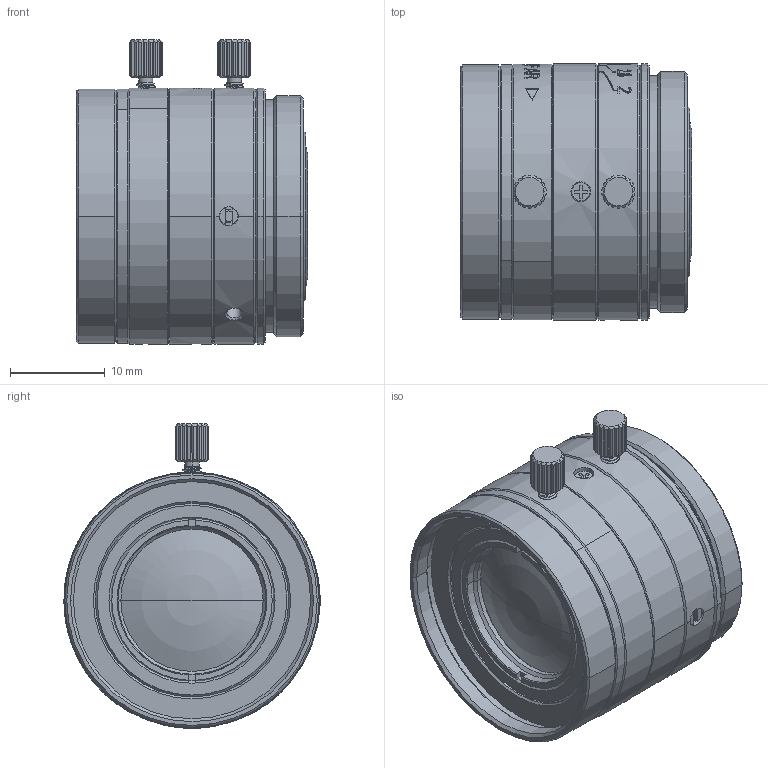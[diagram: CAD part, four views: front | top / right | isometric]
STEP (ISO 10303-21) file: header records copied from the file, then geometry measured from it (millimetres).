
FILE_DESCRIPTION((''),'2;1');
FILE_NAME('200_ASM','2020-12-10T',('Administrator'),(''),'PRO/ENGINEER BY PARAMETRIC TECHNOLOGY CORPORATION, 2010370','PRO/ENGINEER BY PARAMETRIC TECHNOLOGY CORPORATION, 2010370','');
FILE_SCHEMA(('CONFIG_CONTROL_DESIGN'));
Length unit declared in the file: millimetre
Products named in the file (19): 503; 501; 301; 511; 502; 304; 305; 601_ASM; 514; 202_ASM; 201_ASM; 505; 504; M14302001; 506; FA2501C-541; FA2501C-507; FA1601C-531; 200_ASM
Assembly tree (23 placements, depth 5):
  200_ASM
    503
    201_ASM
      501
      301
      511
      202_ASM
        502
        601_ASM
          304
          305
        514
    505
    504
    M14302001  x5
    506
    FA2501C-541
    FA2501C-507
    FA1601C-531  x2
Bounding box: 24.36 x 27 x 32.1 mm (x, y, z)
Volume: 9548.2 mm3; surface area: 13630.6 mm2
Topology: 20 solids, 20 shells, 1283 faces, 3253 edges, 2067 vertices
Faces by surface type: plane 425, cylinder 306, bspline 302, cone 236, sphere 12, torus 2
Entity records: 47256 total; most frequent: CARTESIAN_POINT 21924, ORIENTED_EDGE 5576, DIRECTION 4501, EDGE_CURVE 2788, VERTEX_POINT 1775, AXIS2_PLACEMENT_3D 1643, EDGE_LOOP 1235, VECTOR 1215
